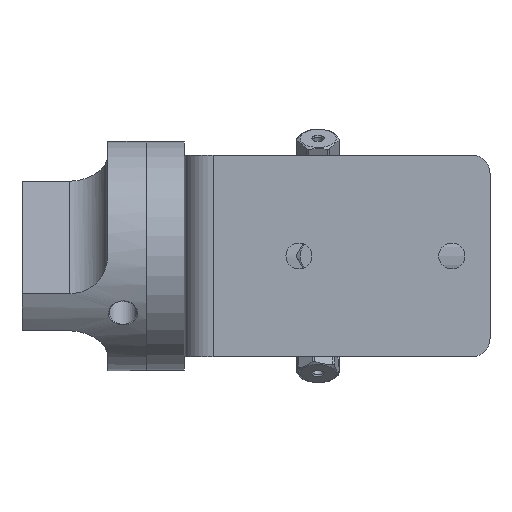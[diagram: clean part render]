
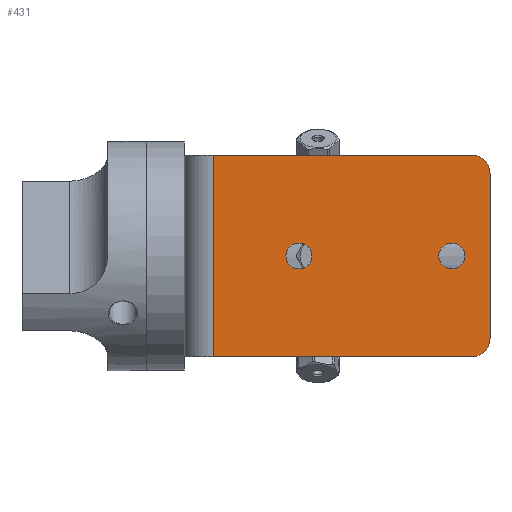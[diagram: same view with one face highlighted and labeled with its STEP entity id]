
A CAD part, front view. The second image highlights one B-rep face of the part: STEP entity #431.
In plain terms, the highlighted planar face has unit normal (0, -1, 0).
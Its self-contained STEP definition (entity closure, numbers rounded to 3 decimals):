
#75=CARTESIAN_POINT('',(50.8,0.0,-3.05));
#76=VERTEX_POINT('',#75);
#85=CARTESIAN_POINT('',(50.8,0.0,-30.478));
#86=VERTEX_POINT('',#85);
#87=CARTESIAN_POINT('',(50.8,0.0,-3.05));
#88=DIRECTION('',(0.0,0.0,-1.0));
#89=VECTOR('',#88,27.428);
#90=LINE('',#87,#89);
#91=EDGE_CURVE('',#76,#86,#90,.T.);
#126=CARTESIAN_POINT('',(16.89,0.,-16.764));
#127=VERTEX_POINT('',#126);
#128=CARTESIAN_POINT('',(19.05,0.0,-16.764));
#129=DIRECTION('',(0.0,1.0,0.0));
#130=DIRECTION('',(1.0,0.0,0.0));
#131=AXIS2_PLACEMENT_3D('',#128,#129,#130);
#132=CIRCLE('',#131,2.16);
#133=EDGE_CURVE('',#127,#127,#132,.T.);
#143=CARTESIAN_POINT('',(4.78,0.0,0.0));
#144=VERTEX_POINT('',#143);
#154=CARTESIAN_POINT('',(47.75,0.0,0.0));
#155=VERTEX_POINT('',#154);
#156=CARTESIAN_POINT('',(4.78,0.0,0.0));
#157=DIRECTION('',(1.0,0.0,0.0));
#158=VECTOR('',#157,42.97);
#159=LINE('',#156,#158);
#160=EDGE_CURVE('',#144,#155,#159,.T.);
#219=CARTESIAN_POINT('',(4.78,0.0,-33.528));
#220=VERTEX_POINT('',#219);
#228=CARTESIAN_POINT('',(4.78,0.0,-33.528));
#229=DIRECTION('',(0.0,0.0,1.0));
#230=VECTOR('',#229,33.528);
#231=LINE('',#228,#230);
#232=EDGE_CURVE('',#220,#144,#231,.T.);
#385=CARTESIAN_POINT('',(0.0,0.0,0.0));
#386=DIRECTION('',(0.0,-1.0,0.0));
#387=DIRECTION('',(0.0,0.0,-1.0));
#388=AXIS2_PLACEMENT_3D('',#385,#386,#387);
#389=PLANE('',#388);
#390=ORIENTED_EDGE('',*,*,#232,.F.);
#391=CARTESIAN_POINT('',(47.75,0.0,-33.528));
#392=VERTEX_POINT('',#391);
#393=CARTESIAN_POINT('',(4.78,0.0,-33.528));
#394=DIRECTION('',(1.0,0.0,0.0));
#395=VECTOR('',#394,42.97);
#396=LINE('',#393,#395);
#397=EDGE_CURVE('',#220,#392,#396,.T.);
#398=ORIENTED_EDGE('',*,*,#397,.T.);
#399=CARTESIAN_POINT('',(47.75,0.0,-30.478));
#400=DIRECTION('',(0.0,1.0,0.0));
#401=DIRECTION('',(0.707,0.0,-0.707));
#402=AXIS2_PLACEMENT_3D('',#399,#400,#401);
#403=CIRCLE('',#402,3.05);
#404=EDGE_CURVE('',#86,#392,#403,.T.);
#405=ORIENTED_EDGE('',*,*,#404,.F.);
#406=ORIENTED_EDGE('',*,*,#91,.F.);
#407=CARTESIAN_POINT('',(47.75,0.0,-3.05));
#408=DIRECTION('',(0.0,1.0,0.0));
#409=DIRECTION('',(0.707,0.0,0.707));
#410=AXIS2_PLACEMENT_3D('',#407,#408,#409);
#411=CIRCLE('',#410,3.05);
#412=EDGE_CURVE('',#155,#76,#411,.T.);
#413=ORIENTED_EDGE('',*,*,#412,.F.);
#414=ORIENTED_EDGE('',*,*,#160,.F.);
#415=EDGE_LOOP('',(#390,#398,#405,#406,#413,#414));
#416=FACE_OUTER_BOUND('',#415,.T.);
#417=CARTESIAN_POINT('',(42.29,0.,-16.764));
#418=VERTEX_POINT('',#417);
#419=CARTESIAN_POINT('',(44.45,0.0,-16.764));
#420=DIRECTION('',(0.0,1.0,0.0));
#421=DIRECTION('',(1.0,0.0,0.0));
#422=AXIS2_PLACEMENT_3D('',#419,#420,#421);
#423=CIRCLE('',#422,2.16);
#424=EDGE_CURVE('',#418,#418,#423,.T.);
#425=ORIENTED_EDGE('',*,*,#424,.T.);
#426=EDGE_LOOP('',(#425));
#427=FACE_BOUND('',#426,.T.);
#428=ORIENTED_EDGE('',*,*,#133,.T.);
#429=EDGE_LOOP('',(#428));
#430=FACE_BOUND('',#429,.T.);
#431=ADVANCED_FACE('',(#416,#427,#430),#389,.T.);
